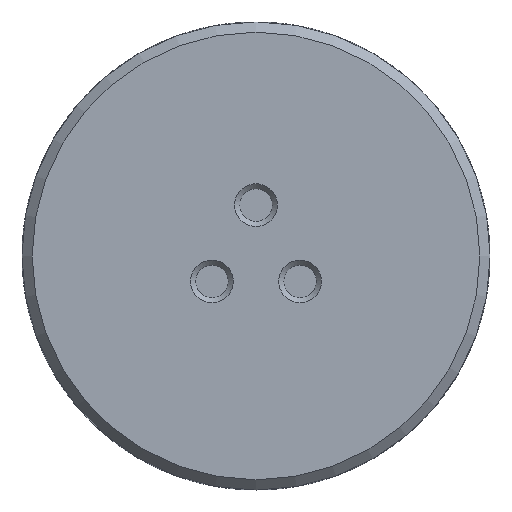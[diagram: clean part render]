
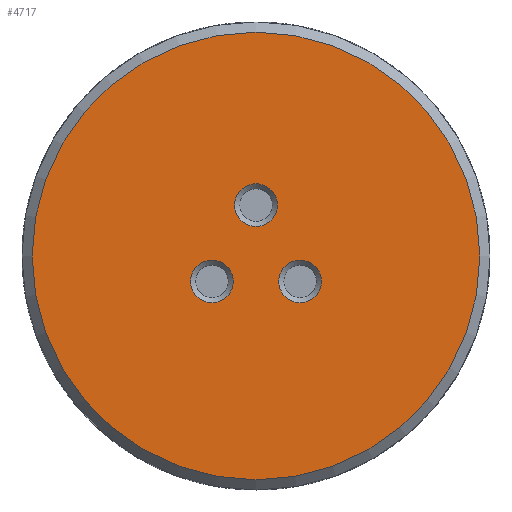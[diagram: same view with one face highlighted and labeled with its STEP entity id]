
A CAD part, front view. The second image highlights one B-rep face of the part: STEP entity #4717.
In plain terms, the highlighted planar face has unit normal (0, -1, 0).
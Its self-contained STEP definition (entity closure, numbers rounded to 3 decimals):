
#1976=ORIENTED_EDGE('',*,*,#2927,.T.);
#1977=ORIENTED_EDGE('',*,*,#2928,.T.);
#1978=ORIENTED_EDGE('',*,*,#2929,.T.);
#1979=ORIENTED_EDGE('',*,*,#2930,.T.);
#2927=EDGE_CURVE('',#3366,#3366,#3592,.T.);
#2928=EDGE_CURVE('',#3367,#3367,#3593,.T.);
#2929=EDGE_CURVE('',#3368,#3368,#3594,.T.);
#2930=EDGE_CURVE('',#3369,#3369,#3595,.T.);
#3366=VERTEX_POINT('',#8746);
#3367=VERTEX_POINT('',#8748);
#3368=VERTEX_POINT('',#8750);
#3369=VERTEX_POINT('',#8752);
#3592=CIRCLE('',#5241,11.);
#3593=CIRCLE('',#5242,1.05);
#3594=CIRCLE('',#5243,1.05);
#3595=CIRCLE('',#5244,1.05);
#3882=EDGE_LOOP('',(#1976));
#3883=EDGE_LOOP('',(#1977));
#3884=EDGE_LOOP('',(#1978));
#3885=EDGE_LOOP('',(#1979));
#4192=FACE_BOUND('',#3882,.T.);
#4193=FACE_BOUND('',#3883,.T.);
#4194=FACE_BOUND('',#3884,.T.);
#4195=FACE_BOUND('',#3885,.T.);
#4431=PLANE('',#5240);
#4717=ADVANCED_FACE('',(#4192,#4193,#4194,#4195),#4431,.T.);
#5240=AXIS2_PLACEMENT_3D('',#8744,#6460,#6461);
#5241=AXIS2_PLACEMENT_3D('',#8745,#6462,#6463);
#5242=AXIS2_PLACEMENT_3D('',#8747,#6464,#6465);
#5243=AXIS2_PLACEMENT_3D('',#8749,#6466,#6467);
#5244=AXIS2_PLACEMENT_3D('',#8751,#6468,#6469);
#6460=DIRECTION('',(0.,-1.,0.));
#6461=DIRECTION('',(0.,0.,-1.));
#6462=DIRECTION('',(0.,-1.,0.));
#6463=DIRECTION('',(0.,0.,-1.));
#6464=DIRECTION('',(0.,1.,0.));
#6465=DIRECTION('',(0.,0.,1.));
#6466=DIRECTION('',(0.,1.,0.));
#6467=DIRECTION('',(0.,0.,1.));
#6468=DIRECTION('',(0.,1.,0.));
#6469=DIRECTION('',(0.,0.,1.));
#8744=CARTESIAN_POINT('',(14.5,35.995,58.25));
#8745=CARTESIAN_POINT('',(14.5,35.995,58.25));
#8746=CARTESIAN_POINT('',(14.5,35.995,47.25));
#8747=CARTESIAN_POINT('',(12.335,35.995,57.));
#8748=CARTESIAN_POINT('',(12.335,35.995,58.05));
#8749=CARTESIAN_POINT('',(16.665,35.995,57.));
#8750=CARTESIAN_POINT('',(16.665,35.995,58.05));
#8751=CARTESIAN_POINT('',(14.5,35.995,60.75));
#8752=CARTESIAN_POINT('',(14.5,35.995,61.8));
